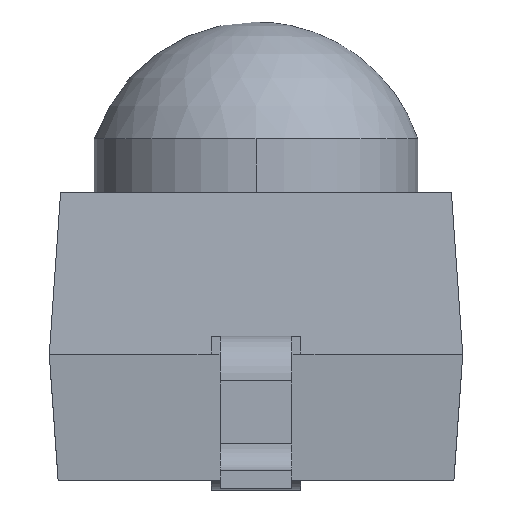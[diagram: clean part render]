
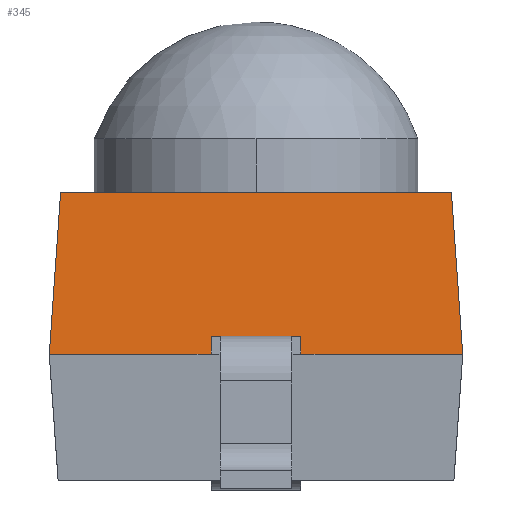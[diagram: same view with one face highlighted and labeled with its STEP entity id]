
A CAD part, top view. The second image highlights one B-rep face of the part: STEP entity #345.
In plain terms, the highlighted planar face has unit normal (0, 0.07, 0.998).
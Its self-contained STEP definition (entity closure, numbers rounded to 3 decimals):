
#11 = CARTESIAN_POINT ( 'NONE',  ( -1.15, 0., 1.15 ) ) ;
#18 = DIRECTION ( 'NONE',  ( 0., -0.998, 0.07 ) ) ;
#92 = CARTESIAN_POINT ( 'NONE',  ( 0.25, 0.1, 1.143 ) ) ;
#146 = CARTESIAN_POINT ( 'NONE',  ( -1.15, 0., 1.15 ) ) ;
#153 = ORIENTED_EDGE ( 'NONE', *, *, #1121, .F. ) ;
#170 = CARTESIAN_POINT ( 'NONE',  ( 1.139, 0.159, 1.139 ) ) ;
#178 = ORIENTED_EDGE ( 'NONE', *, *, #179, .T. ) ;
#179 = EDGE_CURVE ( 'NONE', #1485, #625, #1689, .T. ) ;
#182 = CARTESIAN_POINT ( 'NONE',  ( -0.25, 0.1, 1.143 ) ) ;
#226 = DIRECTION ( 'NONE',  ( -1., 0., 0. ) ) ;
#261 = LINE ( 'NONE', #510, #405 ) ;
#342 = DIRECTION ( 'NONE',  ( 0., -0.998, 0.07 ) ) ;
#345 = ADVANCED_FACE ( 'NONE', ( #560 ), #716, .T. ) ;
#373 = DIRECTION ( 'NONE',  ( 1., 0., 0. ) ) ;
#394 = EDGE_CURVE ( 'NONE', #894, #1350, #698, .T. ) ;
#405 = VECTOR ( 'NONE', #226, 1000. ) ;
#431 = LINE ( 'NONE', #753, #1456 ) ;
#451 = CARTESIAN_POINT ( 'NONE',  ( 1.087, 0.9, 1.087 ) ) ;
#489 = LINE ( 'NONE', #146, #905 ) ;
#510 = CARTESIAN_POINT ( 'NONE',  ( 0.25, 0.1, 1.143 ) ) ;
#521 = ORIENTED_EDGE ( 'NONE', *, *, #394, .F. ) ;
#542 = EDGE_CURVE ( 'NONE', #1644, #1260, #1114, .T. ) ;
#560 = FACE_OUTER_BOUND ( 'NONE', #1785, .T. ) ;
#568 = DIRECTION ( 'NONE',  ( -0.07, -0.995, 0.07 ) ) ;
#601 = ORIENTED_EDGE ( 'NONE', *, *, #542, .T. ) ;
#603 = DIRECTION ( 'NONE',  ( 1., 0., 0. ) ) ;
#618 = ORIENTED_EDGE ( 'NONE', *, *, #1088, .T. ) ;
#625 = VERTEX_POINT ( 'NONE', #1359 ) ;
#631 = CARTESIAN_POINT ( 'NONE',  ( -1.15, 0., 1.15 ) ) ;
#648 = CARTESIAN_POINT ( 'NONE',  ( -1.15, 0., 1.15 ) ) ;
#698 = LINE ( 'NONE', #1450, #1353 ) ;
#716 = PLANE ( 'NONE',  #1719 ) ;
#720 = CARTESIAN_POINT ( 'NONE',  ( 0.25, 0.08, 1.144 ) ) ;
#753 = CARTESIAN_POINT ( 'NONE',  ( -0.25, 0.08, 1.144 ) ) ;
#789 = DIRECTION ( 'NONE',  ( 1., 0., 0. ) ) ;
#803 = VECTOR ( 'NONE', #18, 1000. ) ;
#847 = DIRECTION ( 'NONE',  ( 0., 0.07, 0.998 ) ) ;
#865 = CARTESIAN_POINT ( 'NONE',  ( 0.25, 0., 1.15 ) ) ;
#894 = VERTEX_POINT ( 'NONE', #1786 ) ;
#905 = VECTOR ( 'NONE', #568, 1000. ) ;
#1025 = LINE ( 'NONE', #720, #803 ) ;
#1055 = LINE ( 'NONE', #170, #1507 ) ;
#1088 = EDGE_CURVE ( 'NONE', #894, #1644, #489, .T. ) ;
#1090 = CARTESIAN_POINT ( 'NONE',  ( -1.15, 0., 1.15 ) ) ;
#1104 = ORIENTED_EDGE ( 'NONE', *, *, #1298, .T. ) ;
#1114 = LINE ( 'NONE', #648, #1408 ) ;
#1121 = EDGE_CURVE ( 'NONE', #1133, #1458, #261, .T. ) ;
#1133 = VERTEX_POINT ( 'NONE', #92 ) ;
#1256 = DIRECTION ( 'NONE',  ( 0., -0.998, 0.07 ) ) ;
#1260 = VERTEX_POINT ( 'NONE', #1522 ) ;
#1273 = ORIENTED_EDGE ( 'NONE', *, *, #1610, .F. ) ;
#1298 = EDGE_CURVE ( 'NONE', #1133, #1485, #1025, .T. ) ;
#1350 = VERTEX_POINT ( 'NONE', #451 ) ;
#1353 = VECTOR ( 'NONE', #603, 1000. ) ;
#1359 = CARTESIAN_POINT ( 'NONE',  ( 1.15, 0., 1.15 ) ) ;
#1385 = EDGE_CURVE ( 'NONE', #1350, #625, #1055, .T. ) ;
#1408 = VECTOR ( 'NONE', #789, 1000. ) ;
#1428 = ORIENTED_EDGE ( 'NONE', *, *, #1385, .F. ) ;
#1450 = CARTESIAN_POINT ( 'NONE',  ( -1.15, 0.9, 1.087 ) ) ;
#1456 = VECTOR ( 'NONE', #342, 1000. ) ;
#1458 = VERTEX_POINT ( 'NONE', #182 ) ;
#1485 = VERTEX_POINT ( 'NONE', #865 ) ;
#1507 = VECTOR ( 'NONE', #1705, 1000. ) ;
#1522 = CARTESIAN_POINT ( 'NONE',  ( -0.25, 0., 1.15 ) ) ;
#1610 = EDGE_CURVE ( 'NONE', #1458, #1260, #431, .T. ) ;
#1644 = VERTEX_POINT ( 'NONE', #631 ) ;
#1667 = VECTOR ( 'NONE', #373, 1000. ) ;
#1689 = LINE ( 'NONE', #1090, #1667 ) ;
#1705 = DIRECTION ( 'NONE',  ( 0.07, -0.995, 0.07 ) ) ;
#1719 = AXIS2_PLACEMENT_3D ( 'NONE', #11, #847, #1256 ) ;
#1785 = EDGE_LOOP ( 'NONE', ( #1273, #153, #1104, #178, #1428, #521, #618, #601 ) ) ;
#1786 = CARTESIAN_POINT ( 'NONE',  ( -1.087, 0.9, 1.087 ) ) ;
